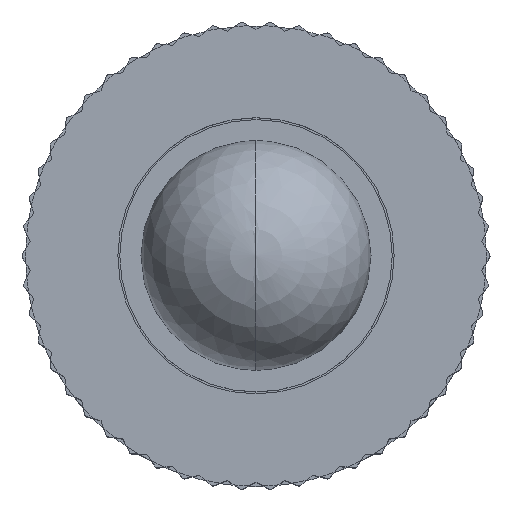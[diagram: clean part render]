
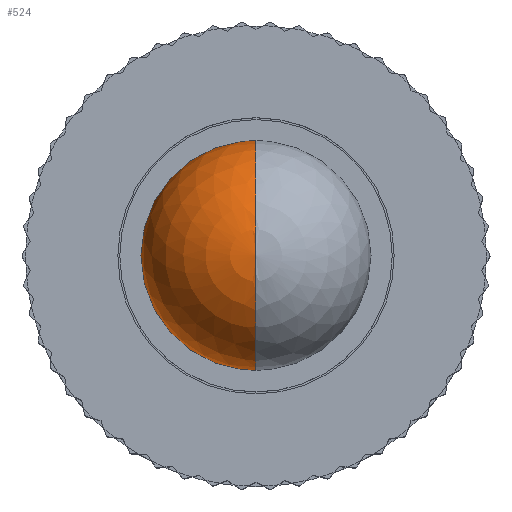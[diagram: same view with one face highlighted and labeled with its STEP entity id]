
A CAD part, top view. The second image highlights one B-rep face of the part: STEP entity #524.
In plain terms, the highlighted spherical face has radius 1.5 mm.
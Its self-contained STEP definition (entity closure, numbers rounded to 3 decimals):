
#524=ADVANCED_FACE('',(#1289),#1290,.T.);
#1289=FACE_OUTER_BOUND('',#2301,.T.);
#1290=SPHERICAL_SURFACE('',#2302,1.5);
#2301=EDGE_LOOP('',(#3751,#3752,#3753));
#2302=AXIS2_PLACEMENT_3D('',#3754,#3755,#3756);
#3751=ORIENTED_EDGE('',*,*,#6501,.F.);
#3752=ORIENTED_EDGE('',*,*,#6502,.F.);
#3753=ORIENTED_EDGE('',*,*,#6503,.F.);
#3754=CARTESIAN_POINT('',(0.,0.,2.5));
#3755=DIRECTION('',(0.0,0.0,-1.0));
#3756=DIRECTION('',(0.,-1.0,0.0));
#6501=EDGE_CURVE('',#7972,#7973,#7974,.T.);
#6502=EDGE_CURVE('',#7975,#7972,#7976,.T.);
#6503=EDGE_CURVE('',#7973,#7975,#7977,.T.);
#7972=VERTEX_POINT('',#9939);
#7973=VERTEX_POINT('',#9940);
#7974=CIRCLE('',#9941,1.5);
#7975=VERTEX_POINT('',#9942);
#7976=CIRCLE('',#9943,1.5);
#7977=CIRCLE('',#9944,1.452);
#9939=CARTESIAN_POINT('',(0.,0.,4.));
#9940=CARTESIAN_POINT('',(0.,-1.452,2.123));
#9941=AXIS2_PLACEMENT_3D('',#11788,#11789,#11790);
#9942=CARTESIAN_POINT('',(0.,1.452,2.123));
#9943=AXIS2_PLACEMENT_3D('',#11791,#11792,#11793);
#9944=AXIS2_PLACEMENT_3D('',#11794,#11795,#11796);
#11788=CARTESIAN_POINT('',(0.,0.,2.5));
#11789=DIRECTION('',(1.0,0.,-0.0));
#11790=DIRECTION('',(0.0,0.0,1.0));
#11791=CARTESIAN_POINT('',(0.,0.,2.5));
#11792=DIRECTION('',(1.0,0.,-0.0));
#11793=DIRECTION('',(0.0,0.0,1.0));
#11794=CARTESIAN_POINT('',(0.,0.,2.123));
#11795=DIRECTION('',(0.0,0.0,-1.0));
#11796=DIRECTION('',(0.,1.0,0.0));
